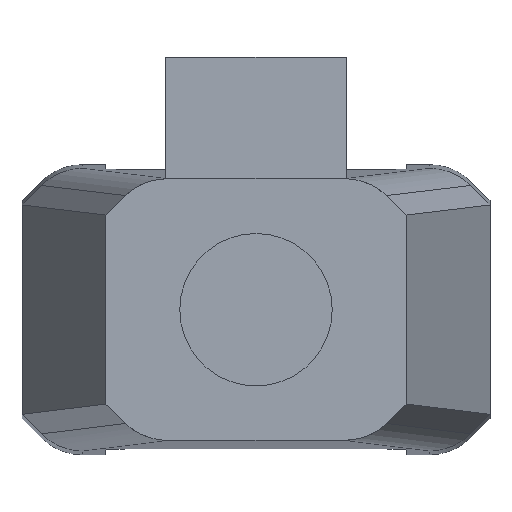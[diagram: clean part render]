
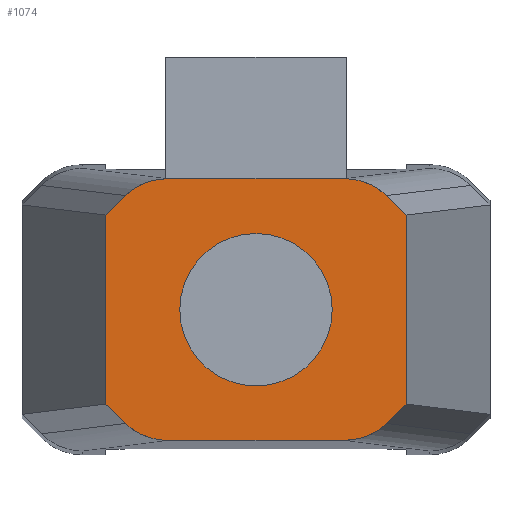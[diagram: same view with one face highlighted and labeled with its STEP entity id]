
A CAD part, front view. The second image highlights one B-rep face of the part: STEP entity #1074.
In plain terms, the highlighted planar face has unit normal (0, -1, 0).
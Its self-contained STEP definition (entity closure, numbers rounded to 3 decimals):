
#35=ELLIPSE('',#1181,8.283,8.);
#36=ELLIPSE('',#1183,8.283,8.);
#37=ELLIPSE('',#1188,8.282,8.);
#38=ELLIPSE('',#1189,8.282,8.);
#58=FACE_BOUND('',#413,.T.);
#154=LINE('',#1754,#268);
#157=LINE('',#1759,#271);
#160=LINE('',#1772,#274);
#163=LINE('',#1785,#277);
#164=LINE('',#1791,#278);
#165=LINE('',#1793,#279);
#166=LINE('',#1797,#280);
#167=LINE('',#1800,#281);
#268=VECTOR('',#1449,10.);
#271=VECTOR('',#1454,10.);
#274=VECTOR('',#1461,10.);
#277=VECTOR('',#1468,10.);
#278=VECTOR('',#1475,10.);
#279=VECTOR('',#1476,10.);
#280=VECTOR('',#1479,10.);
#281=VECTOR('',#1482,10.);
#343=FACE_OUTER_BOUND('',#412,.T.);
#412=EDGE_LOOP('',(#939,#940,#941,#942,#943,#944,#945,#946,#947,#948,#949,
#950));
#413=EDGE_LOOP('',(#951));
#437=CIRCLE('',#1186,10.5);
#519=VERTEX_POINT('',#1751);
#520=VERTEX_POINT('',#1753);
#521=VERTEX_POINT('',#1757);
#522=VERTEX_POINT('',#1766);
#523=VERTEX_POINT('',#1770);
#524=VERTEX_POINT('',#1779);
#525=VERTEX_POINT('',#1783);
#526=VERTEX_POINT('',#1787);
#527=VERTEX_POINT('',#1790);
#528=VERTEX_POINT('',#1792);
#529=VERTEX_POINT('',#1794);
#530=VERTEX_POINT('',#1796);
#531=VERTEX_POINT('',#1798);
#656=EDGE_CURVE('',#520,#519,#154,.T.);
#659=EDGE_CURVE('',#519,#521,#157,.T.);
#661=EDGE_CURVE('',#521,#522,#35,.T.);
#663=EDGE_CURVE('',#522,#523,#160,.T.);
#665=EDGE_CURVE('',#523,#524,#36,.T.);
#667=EDGE_CURVE('',#524,#525,#163,.T.);
#668=EDGE_CURVE('',#526,#526,#437,.T.);
#669=EDGE_CURVE('',#525,#527,#164,.T.);
#670=EDGE_CURVE('',#527,#528,#165,.T.);
#671=EDGE_CURVE('',#528,#529,#37,.T.);
#672=EDGE_CURVE('',#529,#530,#166,.T.);
#673=EDGE_CURVE('',#530,#531,#38,.T.);
#674=EDGE_CURVE('',#531,#520,#167,.T.);
#939=ORIENTED_EDGE('',*,*,#665,.T.);
#940=ORIENTED_EDGE('',*,*,#667,.T.);
#941=ORIENTED_EDGE('',*,*,#669,.T.);
#942=ORIENTED_EDGE('',*,*,#670,.T.);
#943=ORIENTED_EDGE('',*,*,#671,.T.);
#944=ORIENTED_EDGE('',*,*,#672,.T.);
#945=ORIENTED_EDGE('',*,*,#673,.T.);
#946=ORIENTED_EDGE('',*,*,#674,.T.);
#947=ORIENTED_EDGE('',*,*,#656,.T.);
#948=ORIENTED_EDGE('',*,*,#659,.T.);
#949=ORIENTED_EDGE('',*,*,#661,.T.);
#950=ORIENTED_EDGE('',*,*,#663,.T.);
#951=ORIENTED_EDGE('',*,*,#668,.T.);
#1013=PLANE('',#1187);
#1074=ADVANCED_FACE('',(#343,#58),#1013,.F.);
#1181=AXIS2_PLACEMENT_3D('',#1768,#1456,#1457);
#1183=AXIS2_PLACEMENT_3D('',#1781,#1463,#1464);
#1186=AXIS2_PLACEMENT_3D('',#1788,#1471,#1472);
#1187=AXIS2_PLACEMENT_3D('',#1789,#1473,#1474);
#1188=AXIS2_PLACEMENT_3D('',#1795,#1477,#1478);
#1189=AXIS2_PLACEMENT_3D('',#1799,#1480,#1481);
#1449=DIRECTION('',(0.,0.,-1.));
#1454=DIRECTION('',(0.719,0.,-0.695));
#1456=DIRECTION('center_axis',(0.,-1.,0.));
#1457=DIRECTION('ref_axis',(-0.993,0.,-0.122));
#1461=DIRECTION('',(1.,0.,0.));
#1463=DIRECTION('center_axis',(0.,-1.,0.));
#1464=DIRECTION('ref_axis',(0.993,0.,-0.122));
#1468=DIRECTION('',(0.719,0.,0.695));
#1471=DIRECTION('center_axis',(0.,1.,0.));
#1472=DIRECTION('ref_axis',(-1.,0.,0.));
#1473=DIRECTION('center_axis',(0.,1.,0.));
#1474=DIRECTION('ref_axis',(0.,0.,1.));
#1475=DIRECTION('',(0.,0.,1.));
#1476=DIRECTION('',(-0.719,0.,0.695));
#1477=DIRECTION('center_axis',(0.,-1.,0.));
#1478=DIRECTION('ref_axis',(0.993,0.,0.119));
#1479=DIRECTION('',(-1.,0.,0.));
#1480=DIRECTION('center_axis',(0.,-1.,0.));
#1481=DIRECTION('ref_axis',(-0.993,0.,0.119));
#1482=DIRECTION('',(-0.719,0.,-0.695));
#1751=CARTESIAN_POINT('',(-20.75,-45.75,-25.497));
#1753=CARTESIAN_POINT('',(-20.75,-45.75,0.553));
#1754=CARTESIAN_POINT('',(-20.75,-45.75,0.553));
#1757=CARTESIAN_POINT('',(-17.976,-45.75,-28.179));
#1759=CARTESIAN_POINT('',(-20.75,-45.75,-25.497));
#1766=CARTESIAN_POINT('',(-12.168,-45.75,-30.5));
#1768=CARTESIAN_POINT('Origin',(-12.098,-45.75,-22.496));
#1770=CARTESIAN_POINT('',(12.168,-45.75,-30.5));
#1772=CARTESIAN_POINT('',(-12.168,-45.75,-30.5));
#1779=CARTESIAN_POINT('',(17.976,-45.75,-28.179));
#1781=CARTESIAN_POINT('Origin',(12.098,-45.75,-22.496));
#1783=CARTESIAN_POINT('',(20.75,-45.75,-25.497));
#1785=CARTESIAN_POINT('',(17.976,-45.75,-28.179));
#1787=CARTESIAN_POINT('',(10.5,-45.75,-12.5));
#1788=CARTESIAN_POINT('Origin',(0.,-45.75,-12.5));
#1789=CARTESIAN_POINT('Origin',(0.,-45.75,-12.472));
#1790=CARTESIAN_POINT('',(20.75,-45.75,0.553));
#1791=CARTESIAN_POINT('',(20.75,-45.75,-25.497));
#1792=CARTESIAN_POINT('',(17.977,-45.75,3.234));
#1793=CARTESIAN_POINT('',(20.75,-45.75,0.553));
#1794=CARTESIAN_POINT('',(12.167,-45.75,5.555));
#1795=CARTESIAN_POINT('Origin',(12.099,-45.75,-2.449));
#1796=CARTESIAN_POINT('',(-12.167,-45.75,5.555));
#1797=CARTESIAN_POINT('',(12.167,-45.75,5.555));
#1798=CARTESIAN_POINT('',(-17.977,-45.75,3.234));
#1799=CARTESIAN_POINT('Origin',(-12.099,-45.75,-2.449));
#1800=CARTESIAN_POINT('',(-17.977,-45.75,3.234));
